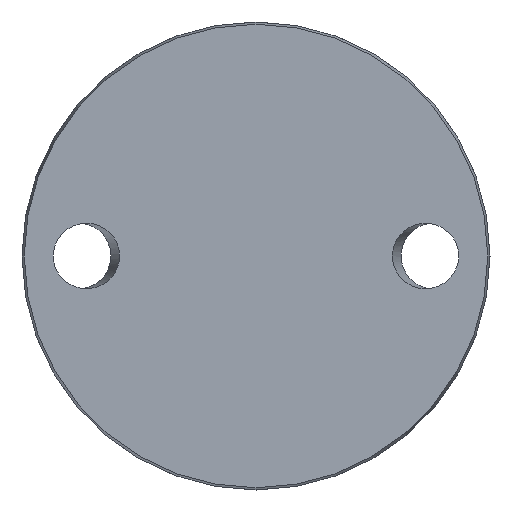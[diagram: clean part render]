
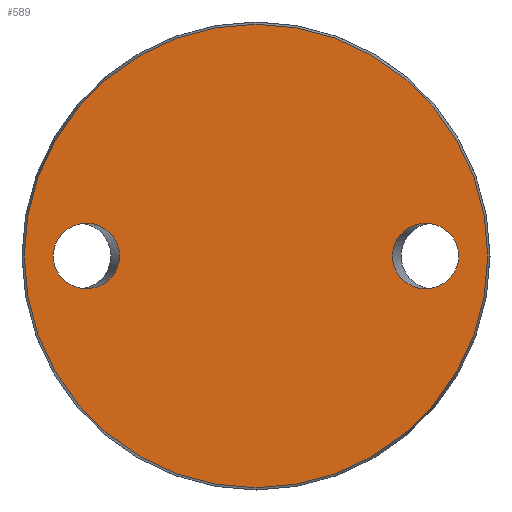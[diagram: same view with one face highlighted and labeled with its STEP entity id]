
A CAD part, front view. The second image highlights one B-rep face of the part: STEP entity #589.
In plain terms, the highlighted planar face has unit normal (0, -1, 0).
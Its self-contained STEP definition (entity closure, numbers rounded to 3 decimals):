
#30 = DIRECTION ( 'NONE',  ( 0., 0., 1. ) ) ;
#40 = PLANE ( 'NONE',  #507 ) ;
#60 = CARTESIAN_POINT ( 'NONE',  ( -34.385, 0., -16.5 ) ) ;
#123 = CARTESIAN_POINT ( 'NONE',  ( -51.115, 0., 0. ) ) ;
#140 = EDGE_CURVE ( 'NONE', #815, #815, #242, .T. ) ;
#175 = CARTESIAN_POINT ( 'NONE',  ( 0., 0., 0. ) ) ;
#181 = CARTESIAN_POINT ( 'NONE',  ( 34.385, 0., 0. ) ) ;
#182 = CARTESIAN_POINT ( 'NONE',  ( 34.385, 0., 0. ) ) ;
#193 = FACE_BOUND ( 'NONE', #288, .T. ) ;
#201 = CARTESIAN_POINT ( 'NONE',  ( -51.115, 0., -16.5 ) ) ;
#237 = ORIENTED_EDGE ( 'NONE', *, *, #736, .T. ) ;
#242 = CIRCLE ( 'NONE', #379, 58.425 ) ;
#246 =( BOUNDED_CURVE ( )  B_SPLINE_CURVE ( 3, ( #731, #430, #251, #418, #883, #878, #181 ),
 .UNSPECIFIED., .T., .T. ) 
 B_SPLINE_CURVE_WITH_KNOTS ( ( 4, 3, 4 ),
 ( 0., 3.142, 6.283 ),
 .UNSPECIFIED. ) 
 CURVE ( )  GEOMETRIC_REPRESENTATION_ITEM ( )  RATIONAL_B_SPLINE_CURVE ( ( 1., 0.333, 0.333, 1., 0.333, 0.333, 1. ) ) 
 REPRESENTATION_ITEM ( '' )  );
#251 = CARTESIAN_POINT ( 'NONE',  ( 51.115, 0., -16.5 ) ) ;
#288 = EDGE_LOOP ( 'NONE', ( #874 ) ) ;
#363 = EDGE_CURVE ( 'NONE', #420, #420, #246, .T. ) ;
#379 = AXIS2_PLACEMENT_3D ( 'NONE', #175, #811, #747 ) ;
#418 = CARTESIAN_POINT ( 'NONE',  ( 51.115, 0., 0. ) ) ;
#420 = VERTEX_POINT ( 'NONE', #182 ) ;
#430 = CARTESIAN_POINT ( 'NONE',  ( 34.385, 0., -16.5 ) ) ;
#467 = EDGE_LOOP ( 'NONE', ( #237 ) ) ;
#483 =( BOUNDED_CURVE ( )  B_SPLINE_CURVE ( 3, ( #603, #999, #768, #699, #60, #201, #906 ),
 .UNSPECIFIED., .T., .F. ) 
 B_SPLINE_CURVE_WITH_KNOTS ( ( 4, 3, 4 ),
 ( 0., 3.142, 6.283 ),
 .UNSPECIFIED. ) 
 CURVE ( )  GEOMETRIC_REPRESENTATION_ITEM ( )  RATIONAL_B_SPLINE_CURVE ( ( 1., 0.333, 0.333, 1., 0.333, 0.333, 1. ) ) 
 REPRESENTATION_ITEM ( '' )  );
#507 = AXIS2_PLACEMENT_3D ( 'NONE', #743, #956, #30 ) ;
#509 = EDGE_LOOP ( 'NONE', ( #692 ) ) ;
#576 = VERTEX_POINT ( 'NONE', #123 ) ;
#582 = CARTESIAN_POINT ( 'NONE',  ( 0., 0., -58.425 ) ) ;
#589 = ADVANCED_FACE ( 'NONE', ( #671, #193, #598 ), #40, .F. ) ;
#598 = FACE_OUTER_BOUND ( 'NONE', #509, .T. ) ;
#603 = CARTESIAN_POINT ( 'NONE',  ( -51.115, 0., 0. ) ) ;
#671 = FACE_BOUND ( 'NONE', #467, .T. ) ;
#692 = ORIENTED_EDGE ( 'NONE', *, *, #140, .T. ) ;
#699 = CARTESIAN_POINT ( 'NONE',  ( -34.385, 0., 0. ) ) ;
#731 = CARTESIAN_POINT ( 'NONE',  ( 34.385, 0., 0. ) ) ;
#736 = EDGE_CURVE ( 'NONE', #576, #576, #483, .T. ) ;
#743 = CARTESIAN_POINT ( 'NONE',  ( -58.425, 0., 0. ) ) ;
#747 = DIRECTION ( 'NONE',  ( 0., 0., -1. ) ) ;
#768 = CARTESIAN_POINT ( 'NONE',  ( -34.385, 0., 16.5 ) ) ;
#811 = DIRECTION ( 'NONE',  ( 0., -1., 0. ) ) ;
#815 = VERTEX_POINT ( 'NONE', #582 ) ;
#874 = ORIENTED_EDGE ( 'NONE', *, *, #363, .F. ) ;
#878 = CARTESIAN_POINT ( 'NONE',  ( 34.385, 0., 16.5 ) ) ;
#883 = CARTESIAN_POINT ( 'NONE',  ( 51.115, 0., 16.5 ) ) ;
#906 = CARTESIAN_POINT ( 'NONE',  ( -51.115, 0., 0. ) ) ;
#956 = DIRECTION ( 'NONE',  ( 0., 1., 0. ) ) ;
#999 = CARTESIAN_POINT ( 'NONE',  ( -51.115, 0., 16.5 ) ) ;
